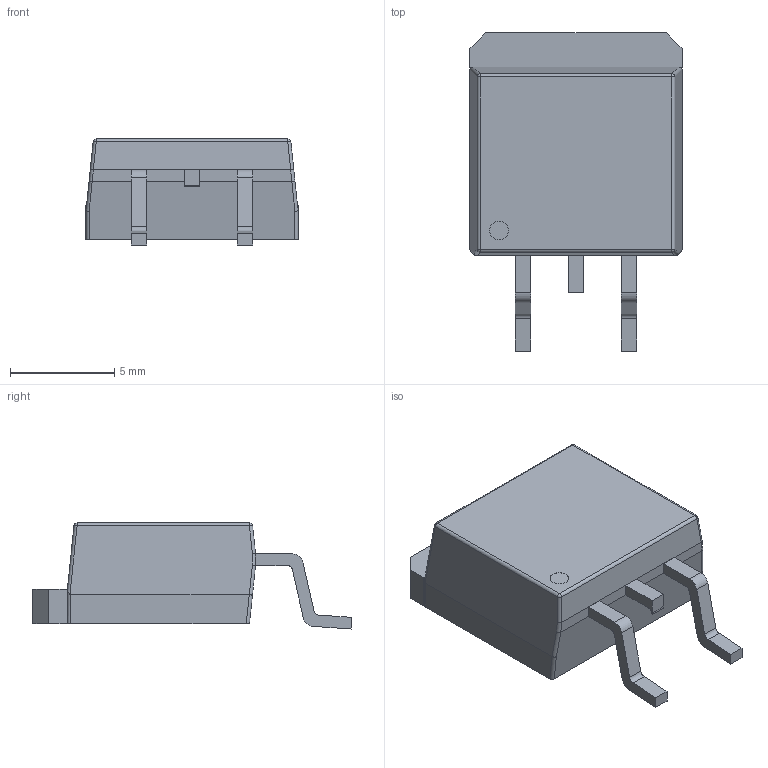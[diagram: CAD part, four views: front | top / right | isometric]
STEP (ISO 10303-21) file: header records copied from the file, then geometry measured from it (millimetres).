
FILE_DESCRIPTION (( 'STEP AP214' ), '1' );
FILE_NAME ('IRF640S.STEP', '2022-12-10T05:17:34', ( '' ), ( '' ), 'SwSTEP 2.0', 'SolidWorks 2022', '' );
FILE_SCHEMA (( 'AUTOMOTIVE_DESIGN' ));
Length unit declared in the file: millimetre
Products named in the file (1): IRF640S
Bounding box: 10.16 x 15.24 x 5.08 mm (x, y, z)
Volume: 453.9 mm3; surface area: 560.9 mm2
Topology: 6 solids, 6 shells, 91 faces, 220 edges, 142 vertices
Faces by surface type: plane 58, cylinder 29, sphere 4
Entity records: 3246 total; most frequent: CARTESIAN_POINT 518, ORIENTED_EDGE 440, DIRECTION 424, EDGE_CURVE 220, LINE 160, VECTOR 160, VERTEX_POINT 142, AXIS2_PLACEMENT_3D 132
